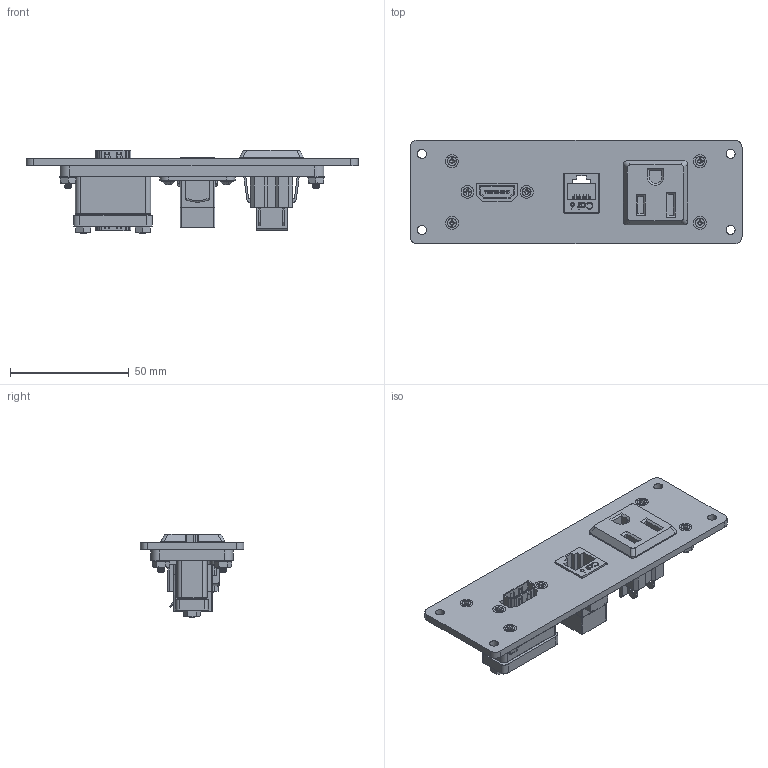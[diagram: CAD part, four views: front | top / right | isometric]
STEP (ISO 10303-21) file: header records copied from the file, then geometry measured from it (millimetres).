
FILE_DESCRIPTION (( 'STEP AP203' ), '1' );
FILE_NAME ('P-P38R62-H1R0_3D.STEP', '2020-07-30T19:52:35', ( '' ), ( '' ), 'SwSTEP 2.0', 'SolidWorks 2019', '' );
FILE_SCHEMA (( 'CONFIG_CONTROL_DESIGN' ));
Length unit declared in the file: millimetre
Products named in the file (14): Z-200-OTLT-R0SQ; R62; Z-002-4401_4HN_90675A005; P-P38R62-H1R0_3D; P-P38R62-H1R0_BP180_1; Z-000-4243316TFP; P-P38R62-H1R0_FP120_1; P-P38R62-H1R0_TP060_1; 4-40 half inch flathead _90273A110; R; P38; P-P38R62-H1R0_TP180_2; Z-000-44011_4FH_90273A117; Z-300-RJ45CAT6
Assembly tree (24 placements, depth 3):
  P-P38R62-H1R0_3D
    P-P38R62-H1R0_BP180_1
    P-P38R62-H1R0_TP060_1
    Z-000-4243316TFP  x3
    P-P38R62-H1R0_FP120_1
    P38
    P-P38R62-H1R0_TP180_2
    Z-000-44011_4FH_90273A117  x2
    Z-002-4401_4HN_90675A005  x6
    R62
      Z-300-RJ45CAT6
    R
      Z-200-OTLT-R0SQ
    4-40 half inch flathead _90273A110  x4
Bounding box: 139.95 x 43.69 x 35.31 mm (x, y, z)
Volume: 54944.6 mm3; surface area: 42801.9 mm2
Topology: 27 solids, 27 shells, 2975 faces, 8330 edges, 5430 vertices
Faces by surface type: plane 1301, cylinder 1018, bspline 371, cone 282, torus 3
Entity records: 72767 total; most frequent: CARTESIAN_POINT 25508, ORIENTED_EDGE 10502, DIRECTION 8002, EDGE_CURVE 5251, LINE 3620, VECTOR 3620, VERTEX_POINT 3412, AXIS2_PLACEMENT_3D 2191
